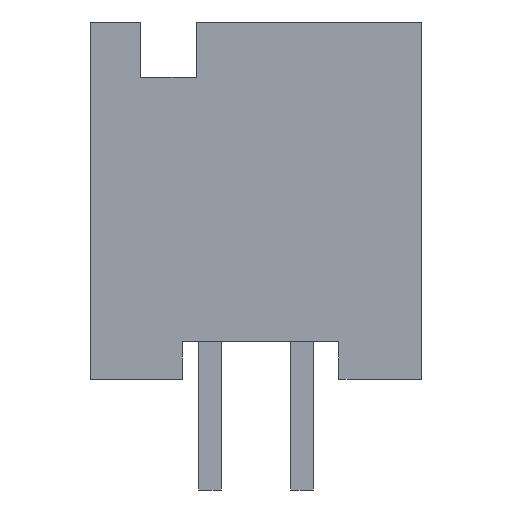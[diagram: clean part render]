
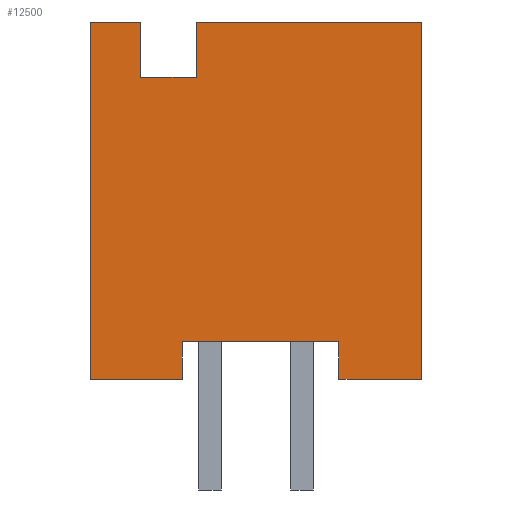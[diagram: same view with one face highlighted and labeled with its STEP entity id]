
A CAD part, left-side view. The second image highlights one B-rep face of the part: STEP entity #12500.
In plain terms, the highlighted planar face has unit normal (-1, 0, 0).
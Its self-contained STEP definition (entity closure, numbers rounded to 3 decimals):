
#132=DIRECTION('',(0.,-1.,0.));
#133=VECTOR('',#132,6.223);
#134=CARTESIAN_POINT('',(-29.21,1.651,0.));
#135=LINE('',#134,#133);
#172=DIRECTION('',(0.,-1.,0.));
#173=VECTOR('',#172,1.397);
#174=CARTESIAN_POINT('',(-29.21,4.572,0.));
#175=LINE('',#174,#173);
#894=DIRECTION('',(0.,-1.,0.));
#895=VECTOR('',#894,4.318);
#896=CARTESIAN_POINT('',(-29.21,2.032,-8.814));
#897=LINE('',#896,#895);
#4130=DIRECTION('',(0.,0.,-1.));
#4131=VECTOR('',#4130,1.524);
#4132=CARTESIAN_POINT('',(-29.21,1.651,0.));
#4133=LINE('',#4132,#4131);
#4134=DIRECTION('',(0.,0.,-1.));
#4135=VECTOR('',#4134,1.041);
#4136=CARTESIAN_POINT('',(-29.21,2.032,-8.814));
#4137=LINE('',#4136,#4135);
#4138=DIRECTION('',(0.,0.,1.));
#4139=VECTOR('',#4138,9.855);
#4140=CARTESIAN_POINT('',(-29.21,4.572,-9.855));
#4141=LINE('',#4140,#4139);
#4142=DIRECTION('',(0.,0.,-1.));
#4143=VECTOR('',#4142,1.524);
#4144=CARTESIAN_POINT('',(-29.21,3.175,0.));
#4145=LINE('',#4144,#4143);
#4146=DIRECTION('',(0.,1.,0.));
#4147=VECTOR('',#4146,1.524);
#4148=CARTESIAN_POINT('',(-29.21,1.651,-1.524));
#4149=LINE('',#4148,#4147);
#4154=DIRECTION('',(0.,0.,1.));
#4155=VECTOR('',#4154,9.855);
#4156=CARTESIAN_POINT('',(-29.21,-4.572,-9.855));
#4157=LINE('',#4156,#4155);
#4166=DIRECTION('',(0.,0.,-1.));
#4167=VECTOR('',#4166,1.041);
#4168=CARTESIAN_POINT('',(-29.21,-2.286,-8.814));
#4169=LINE('',#4168,#4167);
#4174=DIRECTION('',(0.,1.,0.));
#4175=VECTOR('',#4174,2.54);
#4176=CARTESIAN_POINT('',(-29.21,2.032,-9.855));
#4177=LINE('',#4176,#4175);
#4186=DIRECTION('',(0.,1.,0.));
#4187=VECTOR('',#4186,2.286);
#4188=CARTESIAN_POINT('',(-29.21,-4.572,-9.855));
#4189=LINE('',#4188,#4187);
#4608=CARTESIAN_POINT('',(-29.21,-4.572,0.));
#4610=VERTEX_POINT('',#4608);
#4644=CARTESIAN_POINT('',(-29.21,4.572,-9.855));
#4646=VERTEX_POINT('',#4644);
#4650=CARTESIAN_POINT('',(-29.21,2.032,-9.855));
#4651=VERTEX_POINT('',#4650);
#4652=CARTESIAN_POINT('',(-29.21,-4.572,-9.855));
#4653=CARTESIAN_POINT('',(-29.21,-2.286,-9.855));
#4654=VERTEX_POINT('',#4652);
#4655=VERTEX_POINT('',#4653);
#4680=CARTESIAN_POINT('',(-29.21,2.032,-8.814));
#4681=VERTEX_POINT('',#4680);
#4682=CARTESIAN_POINT('',(-29.21,-2.286,-8.814));
#4684=VERTEX_POINT('',#4682);
#4696=CARTESIAN_POINT('',(-29.21,4.572,0.));
#4697=VERTEX_POINT('',#4696);
#4784=CARTESIAN_POINT('',(-29.21,1.651,0.));
#4786=VERTEX_POINT('',#4784);
#4792=CARTESIAN_POINT('',(-29.21,3.175,0.));
#4794=VERTEX_POINT('',#4792);
#4804=CARTESIAN_POINT('',(-29.21,1.651,-1.524));
#4805=VERTEX_POINT('',#4804);
#4806=CARTESIAN_POINT('',(-29.21,3.175,-1.524));
#4807=VERTEX_POINT('',#4806);
#12474=CARTESIAN_POINT('',(-29.21,4.572,0.));
#12475=DIRECTION('',(-1.,0.,0.));
#12476=DIRECTION('',(0.,-1.,0.));
#12477=AXIS2_PLACEMENT_3D('',#12474,#12475,#12476);
#12478=PLANE('',#12477);
#12479=ORIENTED_EDGE('',*,*,#12451,.F.);
#12480=ORIENTED_EDGE('',*,*,#6155,.T.);
#12482=ORIENTED_EDGE('',*,*,#12481,.F.);
#12484=ORIENTED_EDGE('',*,*,#12483,.T.);
#12486=ORIENTED_EDGE('',*,*,#12485,.F.);
#12487=ORIENTED_EDGE('',*,*,#6311,.F.);
#12489=ORIENTED_EDGE('',*,*,#12488,.T.);
#12491=ORIENTED_EDGE('',*,*,#12490,.T.);
#12492=ORIENTED_EDGE('',*,*,#12352,.T.);
#12493=ORIENTED_EDGE('',*,*,#6191,.T.);
#12495=ORIENTED_EDGE('',*,*,#12494,.T.);
#12497=ORIENTED_EDGE('',*,*,#12496,.F.);
#12498=EDGE_LOOP('',(#12479,#12480,#12482,#12484,#12486,#12487,#12489,#12491,
#12492,#12493,#12495,#12497));
#12499=FACE_OUTER_BOUND('',#12498,.F.);
#12500=ADVANCED_FACE('',(#12499),#12478,.T.);
#6155=EDGE_CURVE('',#4786,#4610,#135,.T.);
#6191=EDGE_CURVE('',#4697,#4794,#175,.T.);
#6311=EDGE_CURVE('',#4681,#4684,#897,.T.);
#12352=EDGE_CURVE('',#4646,#4697,#4141,.T.);
#12451=EDGE_CURVE('',#4786,#4805,#4133,.T.);
#12481=EDGE_CURVE('',#4654,#4610,#4157,.T.);
#12483=EDGE_CURVE('',#4654,#4655,#4189,.T.);
#12485=EDGE_CURVE('',#4684,#4655,#4169,.T.);
#12488=EDGE_CURVE('',#4681,#4651,#4137,.T.);
#12490=EDGE_CURVE('',#4651,#4646,#4177,.T.);
#12494=EDGE_CURVE('',#4794,#4807,#4145,.T.);
#12496=EDGE_CURVE('',#4805,#4807,#4149,.T.);
